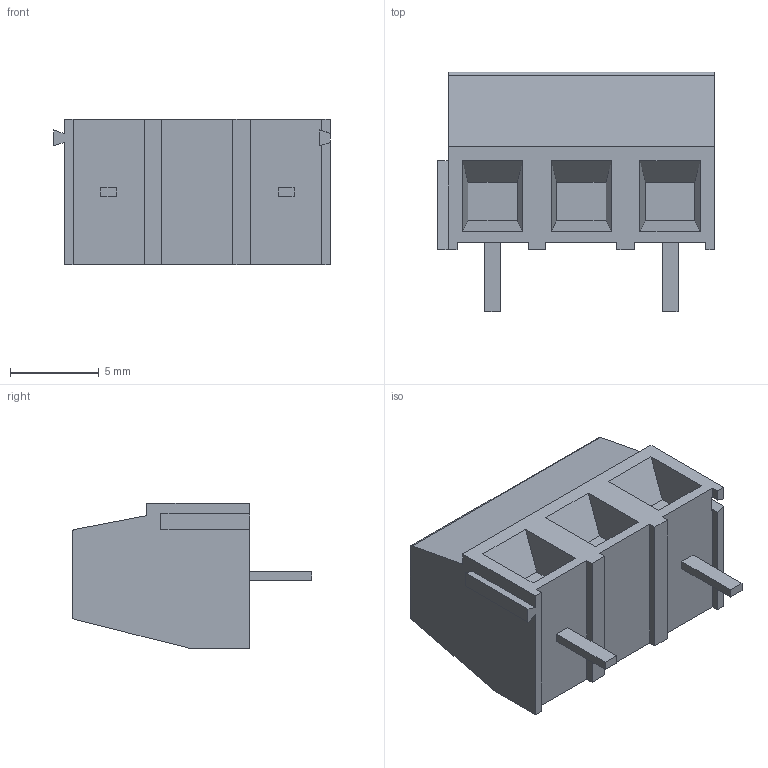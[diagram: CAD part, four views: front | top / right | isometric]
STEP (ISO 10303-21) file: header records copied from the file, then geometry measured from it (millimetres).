
FILE_DESCRIPTION(/* description */ (''),/* implementation_level */ '2;1');
FILE_NAME(/* name */ 'c-282838-2-d-3d v2.step',/* time_stamp */ '2021-05-31T14:59:05+02:00',/* author */ (''),/* organization */ (''),/* preprocessor_version */ 'ST-DEVELOPER v18.1',/* originating_system */ 'Autodesk Translation Framework v10.6.0.1341',/* authorisation */ '');
FILE_SCHEMA (('AUTOMOTIVE_DESIGN { 1 0 10303 214 3 1 1 }'));
Length unit declared in the file: millimetre
Products named in the file (1): c-282838-2-d-3d
Bounding box: 15.6 x 13.5 x 8.2 mm (x, y, z)
Volume: 943.2 mm3; surface area: 813.3 mm2
Topology: 1 solids, 1 shells, 96 faces, 222 edges, 148 vertices
Faces by surface type: plane 79, torus 12, cylinder 5
Full cylindrical faces by diameter (mm): 3.5 x3
Entity records: 3093 total; most frequent: CARTESIAN_POINT 809, DIRECTION 446, ORIENTED_EDGE 444, EDGE_CURVE 222, LINE 168, VECTOR 168, VERTEX_POINT 148, AXIS2_PLACEMENT_3D 139
